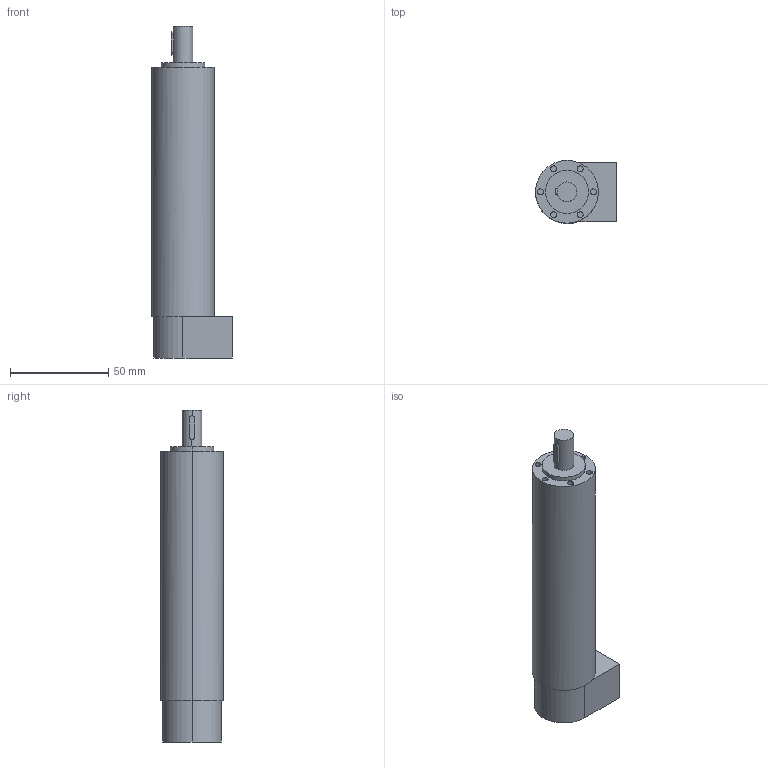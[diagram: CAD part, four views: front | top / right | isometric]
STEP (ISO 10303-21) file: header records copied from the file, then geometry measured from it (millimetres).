
FILE_DESCRIPTION (( 'STEP AP203' ), '1' );
FILE_NAME ('Motor_Default_sldprt.STEP', '2022-09-02T14:24:24', ( '' ), ( '' ), 'SwSTEP 2.0', 'SolidWorks 2021', '' );
FILE_SCHEMA (( 'CONFIG_CONTROL_DESIGN' ));
Length unit declared in the file: millimetre
Products named in the file (1): Motor_Default_sldprt
Bounding box: 41.2 x 32 x 169.2 mm (x, y, z)
Volume: 127553.7 mm3; surface area: 19140.8 mm2
Topology: 1 solids, 1 shells, 41 faces, 90 edges, 59 vertices
Faces by surface type: cylinder 23, plane 18
Entity records: 1268 total; most frequent: CARTESIAN_POINT 245, DIRECTION 215, ORIENTED_EDGE 180, EDGE_CURVE 90, AXIS2_PLACEMENT_3D 87, VERTEX_POINT 59, EDGE_LOOP 49, CIRCLE 45
